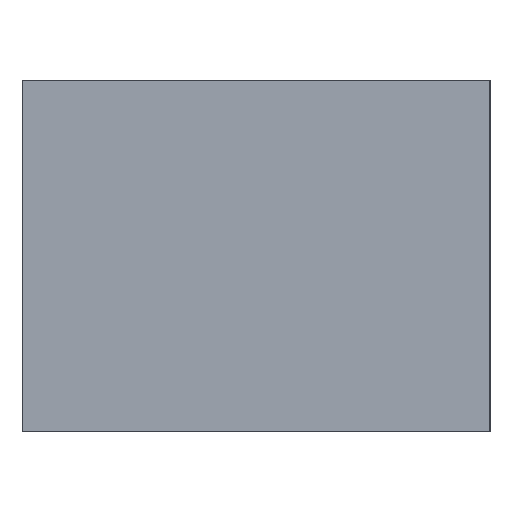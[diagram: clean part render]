
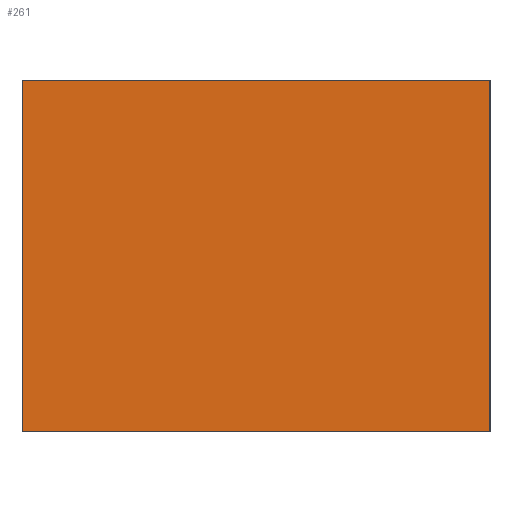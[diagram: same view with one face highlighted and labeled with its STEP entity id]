
A CAD part, left-side view. The second image highlights one B-rep face of the part: STEP entity #261.
In plain terms, the highlighted planar face has unit normal (-1, 0, 0).
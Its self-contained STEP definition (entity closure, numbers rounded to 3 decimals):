
#23 = EDGE_CURVE ( 'NONE', #68, #137, #755, .T. ) ;
#68 = VERTEX_POINT ( 'NONE', #475 ) ;
#72 = ORIENTED_EDGE ( 'NONE', *, *, #524, .F. ) ;
#96 = DIRECTION ( 'NONE',  ( 0., -1., 0. ) ) ;
#100 = ORIENTED_EDGE ( 'NONE', *, *, #23, .F. ) ;
#121 = ORIENTED_EDGE ( 'NONE', *, *, #364, .T. ) ;
#137 = VERTEX_POINT ( 'NONE', #142 ) ;
#142 = CARTESIAN_POINT ( 'NONE',  ( -36.801, -39.838, 0. ) ) ;
#156 = CARTESIAN_POINT ( 'NONE',  ( -36.801, 40.162, -60. ) ) ;
#163 = LINE ( 'NONE', #442, #800 ) ;
#164 = DIRECTION ( 'NONE',  ( -1., 0., 0. ) ) ;
#185 = CARTESIAN_POINT ( 'NONE',  ( -36.801, 40.162, 0. ) ) ;
#190 = VERTEX_POINT ( 'NONE', #428 ) ;
#202 = VERTEX_POINT ( 'NONE', #576 ) ;
#228 = FACE_OUTER_BOUND ( 'NONE', #539, .T. ) ;
#261 = ADVANCED_FACE ( 'NONE', ( #228 ), #363, .T. ) ;
#332 = CARTESIAN_POINT ( 'NONE',  ( -36.801, -39.838, -60. ) ) ;
#359 = DIRECTION ( 'NONE',  ( 0., -1., 0. ) ) ;
#363 = PLANE ( 'NONE',  #700 ) ;
#364 = EDGE_CURVE ( 'NONE', #202, #137, #694, .T. ) ;
#428 = CARTESIAN_POINT ( 'NONE',  ( -36.801, 40.162, -60. ) ) ;
#437 = EDGE_CURVE ( 'NONE', #190, #202, #575, .T. ) ;
#442 = CARTESIAN_POINT ( 'NONE',  ( -36.801, 40.162, -60. ) ) ;
#465 = VECTOR ( 'NONE', #812, 1000. ) ;
#475 = CARTESIAN_POINT ( 'NONE',  ( -36.801, 40.162, 0. ) ) ;
#524 = EDGE_CURVE ( 'NONE', #190, #68, #163, .T. ) ;
#537 = VECTOR ( 'NONE', #744, 1000. ) ;
#539 = EDGE_LOOP ( 'NONE', ( #100, #72, #698, #121 ) ) ;
#554 = VECTOR ( 'NONE', #359, 1000. ) ;
#575 = LINE ( 'NONE', #156, #554 ) ;
#576 = CARTESIAN_POINT ( 'NONE',  ( -36.801, -39.838, -60. ) ) ;
#694 = LINE ( 'NONE', #332, #465 ) ;
#698 = ORIENTED_EDGE ( 'NONE', *, *, #437, .T. ) ;
#700 = AXIS2_PLACEMENT_3D ( 'NONE', #782, #164, #96 ) ;
#744 = DIRECTION ( 'NONE',  ( 0., -1., 0. ) ) ;
#747 = DIRECTION ( 'NONE',  ( 0., 0., 1. ) ) ;
#755 = LINE ( 'NONE', #185, #537 ) ;
#782 = CARTESIAN_POINT ( 'NONE',  ( -36.801, 40.162, -60. ) ) ;
#800 = VECTOR ( 'NONE', #747, 1000. ) ;
#812 = DIRECTION ( 'NONE',  ( 0., 0., 1. ) ) ;
